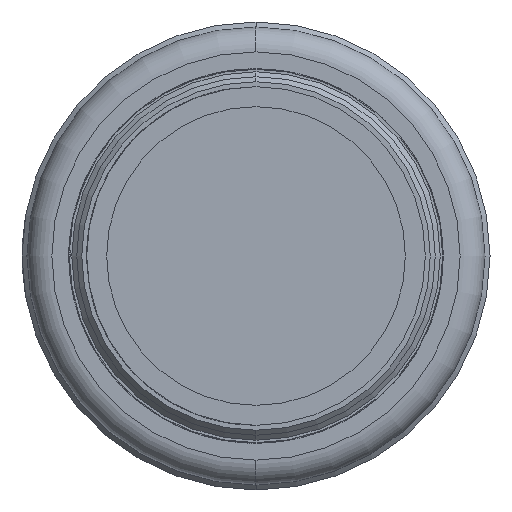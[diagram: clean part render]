
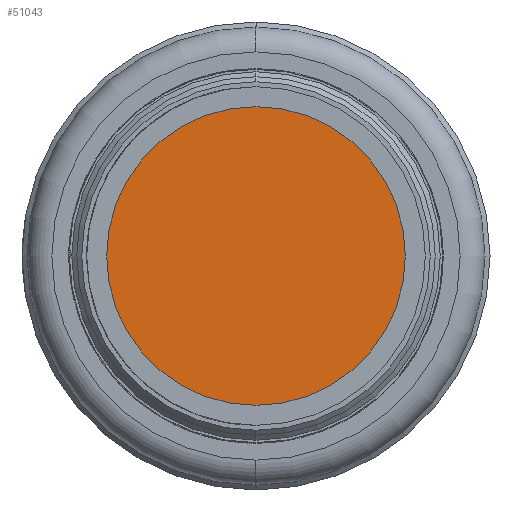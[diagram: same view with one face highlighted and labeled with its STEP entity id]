
A CAD part, left-side view. The second image highlights one B-rep face of the part: STEP entity #51043.
In plain terms, the highlighted planar face has unit normal (-1, 0, 0).
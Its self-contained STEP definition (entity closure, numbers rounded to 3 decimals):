
#1228 = VERTEX_POINT ( 'NONE', #60522 ) ;
#3669 = EDGE_LOOP ( 'NONE', ( #61120, #11152 ) ) ;
#4090 = DIRECTION ( 'NONE',  ( 1., 0., 0. ) ) ;
#7885 = DIRECTION ( 'NONE',  ( -1., 0., 0. ) ) ;
#10631 = CIRCLE ( 'NONE', #58213, 15. ) ;
#11152 = ORIENTED_EDGE ( 'NONE', *, *, #26863, .T. ) ;
#16260 = DIRECTION ( 'NONE',  ( -1., 0., 0. ) ) ;
#18309 = AXIS2_PLACEMENT_3D ( 'NONE', #64799, #4090, #39608 ) ;
#18783 = VERTEX_POINT ( 'NONE', #28075 ) ;
#26863 = EDGE_CURVE ( 'NONE', #1228, #18783, #10631, .T. ) ;
#28075 = CARTESIAN_POINT ( 'NONE',  ( -15.611, 0., 15. ) ) ;
#29374 = PLANE ( 'NONE',  #18309 ) ;
#29430 = FACE_OUTER_BOUND ( 'NONE', #3669, .T. ) ;
#38305 = CARTESIAN_POINT ( 'NONE',  ( -15.611, 0., 0. ) ) ;
#39608 = DIRECTION ( 'NONE',  ( 0., 0., -1. ) ) ;
#43424 = DIRECTION ( 'NONE',  ( 0., 0., 1. ) ) ;
#46670 = CARTESIAN_POINT ( 'NONE',  ( -15.611, 0., 0. ) ) ;
#48033 = EDGE_CURVE ( 'NONE', #18783, #1228, #54221, .T. ) ;
#51043 = ADVANCED_FACE ( 'NONE', ( #29430 ), #29374, .F. ) ;
#51750 = DIRECTION ( 'NONE',  ( 0., 0., 1. ) ) ;
#54221 = CIRCLE ( 'NONE', #59812, 15. ) ;
#58213 = AXIS2_PLACEMENT_3D ( 'NONE', #46670, #16260, #51750 ) ;
#59812 = AXIS2_PLACEMENT_3D ( 'NONE', #38305, #7885, #43424 ) ;
#60522 = CARTESIAN_POINT ( 'NONE',  ( -15.611, 0., -15. ) ) ;
#61120 = ORIENTED_EDGE ( 'NONE', *, *, #48033, .T. ) ;
#64799 = CARTESIAN_POINT ( 'NONE',  ( -15.611, 15., 0. ) ) ;
